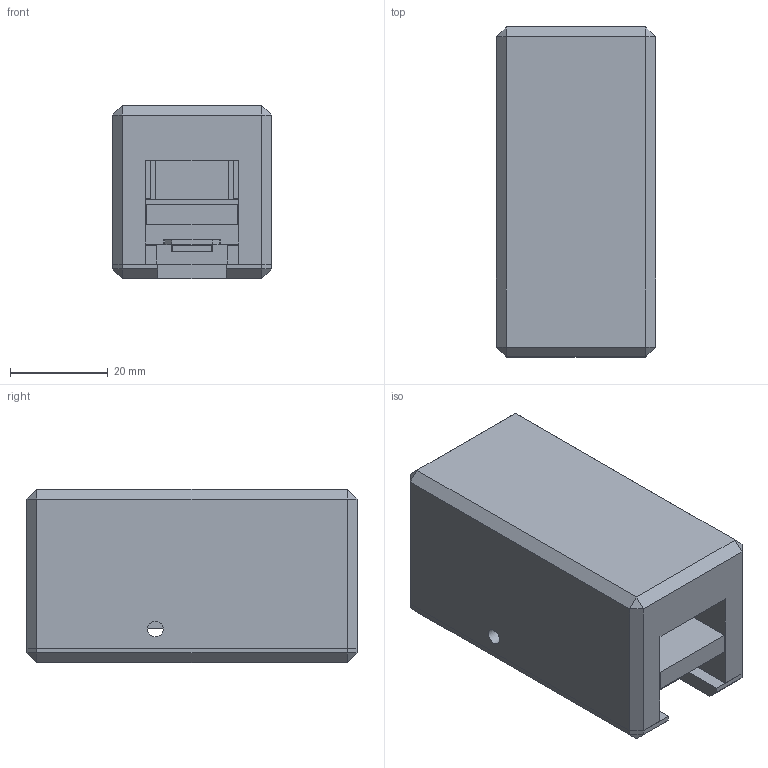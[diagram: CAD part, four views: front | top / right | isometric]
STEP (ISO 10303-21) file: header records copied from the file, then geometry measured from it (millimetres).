
FILE_DESCRIPTION(/* description */ (''),/* implementation_level */ '2;1');
FILE_NAME(/* name */ 'Case.step',/* time_stamp */ '2023-08-18T16:10:12-04:00',/* author */ (''),/* organization */ (''),/* preprocessor_version */ 'ST-DEVELOPER v20',/* originating_system */ 'Autodesk Translation Framework v12.9.0.99',/* authorisation */ '');
FILE_SCHEMA (('AUTOMOTIVE_DESIGN { 1 0 10303 214 3 1 1 }'));
Length unit declared in the file: millimetre
Products named in the file (7): Case; RelayPlatform; RelayModel; MCU v1; McuPlatform; CaseTop; CaseBottom
Assembly tree (6 placements, depth 2):
  Case
    RelayPlatform
    RelayModel
    MCU v1
    McuPlatform
    CaseTop
    CaseBottom
Bounding box: 32.5 x 67.45 x 35.47 mm (x, y, z)
Volume: 51107.2 mm3; surface area: 34504 mm2
Topology: 6 solids, 6 shells, 282 faces, 738 edges, 480 vertices
Faces by surface type: plane 245, cylinder 37
Full cylindrical faces by diameter (mm): 1.135 x8, 2.8 x4, 3 x4, 3.2 x2, 5 x2
Entity records: 8795 total; most frequent: CARTESIAN_POINT 1513, ORIENTED_EDGE 1476, DIRECTION 1396, EDGE_CURVE 738, LINE 670, VECTOR 670, VERTEX_POINT 480, AXIS2_PLACEMENT_3D 363
